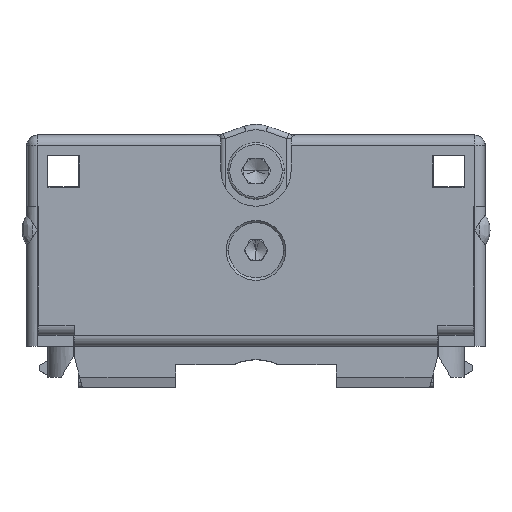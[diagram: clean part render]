
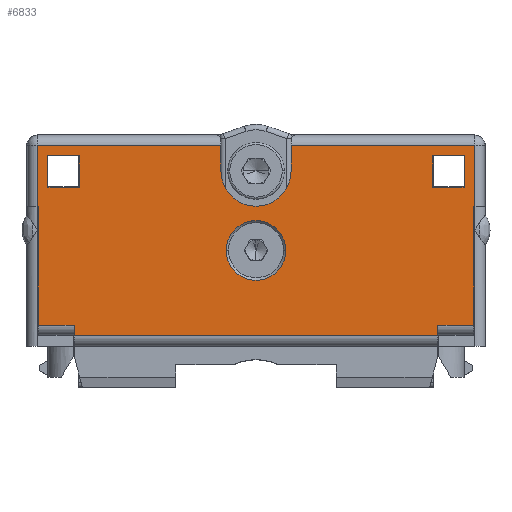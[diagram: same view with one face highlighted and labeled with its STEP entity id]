
A CAD part, top view. The second image highlights one B-rep face of the part: STEP entity #6833.
In plain terms, the highlighted planar face has unit normal (0, 0, 1).
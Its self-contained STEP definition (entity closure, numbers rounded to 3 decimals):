
#6=DIRECTION('',(1.,0.,0.));
#7=VECTOR('',#6,3.475);
#8=CARTESIAN_POINT('',(-21.135,2.02,15.02));
#9=LINE('',#8,#7);
#634=DIRECTION('',(0.,-1.,0.));
#635=VECTOR('',#634,2.5);
#636=CARTESIAN_POINT('',(-3.4,19.47,15.02));
#637=LINE('',#636,#635);
#638=CARTESIAN_POINT('',(0.,16.97,15.02));
#639=DIRECTION('',(0.,0.,1.));
#640=DIRECTION('',(-1.,0.,0.));
#641=AXIS2_PLACEMENT_3D('',#638,#639,#640);
#643=DIRECTION('',(0.,-1.,0.));
#644=VECTOR('',#643,2.5);
#645=CARTESIAN_POINT('',(3.4,19.47,15.02));
#646=LINE('',#645,#644);
#647=DIRECTION('',(1.,0.,0.));
#648=VECTOR('',#647,0.075);
#649=CARTESIAN_POINT('',(21.135,13.52,15.02));
#650=LINE('',#649,#648);
#651=DIRECTION('',(0.,1.,0.));
#652=VECTOR('',#651,11.5);
#653=CARTESIAN_POINT('',(21.135,2.02,15.02));
#654=LINE('',#653,#652);
#655=DIRECTION('',(0.,1.,0.));
#656=VECTOR('',#655,1.05);
#657=CARTESIAN_POINT('',(17.66,0.97,15.02));
#658=LINE('',#657,#656);
#659=DIRECTION('',(0.,-1.,0.));
#660=VECTOR('',#659,1.05);
#661=CARTESIAN_POINT('',(-17.66,2.02,15.02));
#662=LINE('',#661,#660);
#663=DIRECTION('',(0.,-1.,0.));
#664=VECTOR('',#663,11.5);
#665=CARTESIAN_POINT('',(-21.135,13.52,15.02));
#666=LINE('',#665,#664);
#667=DIRECTION('',(1.,0.,0.));
#668=VECTOR('',#667,0.075);
#669=CARTESIAN_POINT('',(-21.21,13.52,15.02));
#670=LINE('',#669,#668);
#671=CARTESIAN_POINT('',(0.,9.27,15.02));
#672=DIRECTION('',(0.,0.,-1.));
#673=DIRECTION('',(-1.,0.,0.));
#674=AXIS2_PLACEMENT_3D('',#671,#672,#673);
#676=CARTESIAN_POINT('',(0.,9.27,15.02));
#677=DIRECTION('',(0.,0.,-1.));
#678=DIRECTION('',(1.,0.,0.));
#679=AXIS2_PLACEMENT_3D('',#676,#677,#678);
#681=DIRECTION('',(0.,1.,0.));
#682=VECTOR('',#681,3.);
#683=CARTESIAN_POINT('',(-20.26,15.47,15.02));
#684=LINE('',#683,#682);
#685=DIRECTION('',(-1.,0.,0.));
#686=VECTOR('',#685,3.);
#687=CARTESIAN_POINT('',(-17.21,15.42,15.02));
#688=LINE('',#687,#686);
#689=DIRECTION('',(0.,-1.,0.));
#690=VECTOR('',#689,3.);
#691=CARTESIAN_POINT('',(-17.16,18.47,15.02));
#692=LINE('',#691,#690);
#693=DIRECTION('',(1.,0.,0.));
#694=VECTOR('',#693,3.);
#695=CARTESIAN_POINT('',(-20.21,18.52,15.02));
#696=LINE('',#695,#694);
#697=DIRECTION('',(-1.,0.,0.));
#698=VECTOR('',#697,3.);
#699=CARTESIAN_POINT('',(20.21,15.42,15.02));
#700=LINE('',#699,#698);
#701=DIRECTION('',(0.,-1.,0.));
#702=VECTOR('',#701,3.);
#703=CARTESIAN_POINT('',(20.26,18.47,15.02));
#704=LINE('',#703,#702);
#705=DIRECTION('',(1.,0.,0.));
#706=VECTOR('',#705,3.);
#707=CARTESIAN_POINT('',(17.21,18.52,15.02));
#708=LINE('',#707,#706);
#709=DIRECTION('',(0.,1.,0.));
#710=VECTOR('',#709,3.);
#711=CARTESIAN_POINT('',(17.16,15.47,15.02));
#712=LINE('',#711,#710);
#713=DIRECTION('',(-1.,0.,0.));
#714=VECTOR('',#713,17.81);
#715=CARTESIAN_POINT('',(21.21,19.47,15.02));
#716=LINE('',#715,#714);
#746=DIRECTION('',(0.,1.,0.));
#747=VECTOR('',#746,5.95);
#748=CARTESIAN_POINT('',(21.21,13.52,15.02));
#749=LINE('',#748,#747);
#763=DIRECTION('',(1.,0.,0.));
#764=VECTOR('',#763,3.475);
#765=CARTESIAN_POINT('',(17.66,2.02,15.02));
#766=LINE('',#765,#764);
#918=DIRECTION('',(1.,0.,0.));
#919=VECTOR('',#918,35.32);
#920=CARTESIAN_POINT('',(-17.66,0.97,15.02));
#921=LINE('',#920,#919);
#998=DIRECTION('',(0.,-1.,0.));
#999=VECTOR('',#998,5.95);
#1000=CARTESIAN_POINT('',(-21.21,19.47,15.02));
#1001=LINE('',#1000,#999);
#1017=DIRECTION('',(-1.,0.,0.));
#1018=VECTOR('',#1017,17.81);
#1019=CARTESIAN_POINT('',(-3.4,19.47,15.02));
#1020=LINE('',#1019,#1018);
#4531=CARTESIAN_POINT('',(-20.21,15.47,15.02));
#4532=DIRECTION('',(0.,0.,1.));
#4533=DIRECTION('',(-1.,0.,0.));
#4534=AXIS2_PLACEMENT_3D('',#4531,#4532,#4533);
#4549=CARTESIAN_POINT('',(-17.21,15.47,15.02));
#4550=DIRECTION('',(0.,0.,1.));
#4551=DIRECTION('',(0.,-1.,0.));
#4552=AXIS2_PLACEMENT_3D('',#4549,#4550,#4551);
#4603=CARTESIAN_POINT('',(-20.21,18.47,15.02));
#4604=DIRECTION('',(0.,0.,1.));
#4605=DIRECTION('',(0.,1.,0.));
#4606=AXIS2_PLACEMENT_3D('',#4603,#4604,#4605);
#4641=CARTESIAN_POINT('',(-17.21,18.47,15.02));
#4642=DIRECTION('',(0.,0.,1.));
#4643=DIRECTION('',(1.,0.,0.));
#4644=AXIS2_PLACEMENT_3D('',#4641,#4642,#4643);
#4659=CARTESIAN_POINT('',(20.21,15.47,15.02));
#4660=DIRECTION('',(0.,0.,1.));
#4661=DIRECTION('',(0.,-1.,0.));
#4662=AXIS2_PLACEMENT_3D('',#4659,#4660,#4661);
#4693=CARTESIAN_POINT('',(17.21,15.47,15.02));
#4694=DIRECTION('',(0.,0.,1.));
#4695=DIRECTION('',(-1.,0.,0.));
#4696=AXIS2_PLACEMENT_3D('',#4693,#4694,#4695);
#4731=CARTESIAN_POINT('',(17.21,18.47,15.02));
#4732=DIRECTION('',(0.,0.,1.));
#4733=DIRECTION('',(0.,1.,0.));
#4734=AXIS2_PLACEMENT_3D('',#4731,#4732,#4733);
#4769=CARTESIAN_POINT('',(20.21,18.47,15.02));
#4770=DIRECTION('',(0.,0.,1.));
#4771=DIRECTION('',(1.,0.,0.));
#4772=AXIS2_PLACEMENT_3D('',#4769,#4770,#4771);
#5625=CARTESIAN_POINT('',(17.66,2.02,15.02));
#5626=CARTESIAN_POINT('',(21.135,2.02,15.02));
#5627=VERTEX_POINT('',#5625);
#5628=VERTEX_POINT('',#5626);
#5631=CARTESIAN_POINT('',(-17.66,0.97,15.02));
#5632=CARTESIAN_POINT('',(17.66,0.97,15.02));
#5633=VERTEX_POINT('',#5631);
#5634=VERTEX_POINT('',#5632);
#5635=CARTESIAN_POINT('',(-21.135,2.02,15.02));
#5636=CARTESIAN_POINT('',(-17.66,2.02,15.02));
#5637=VERTEX_POINT('',#5635);
#5638=VERTEX_POINT('',#5636);
#5641=CARTESIAN_POINT('',(21.135,13.52,15.02));
#5642=VERTEX_POINT('',#5641);
#5643=CARTESIAN_POINT('',(-21.135,13.52,15.02));
#5644=VERTEX_POINT('',#5643);
#5649=CARTESIAN_POINT('',(-3.4,16.97,15.02));
#5650=CARTESIAN_POINT('',(3.4,16.97,15.02));
#5651=VERTEX_POINT('',#5649);
#5652=VERTEX_POINT('',#5650);
#5689=CARTESIAN_POINT('',(21.21,13.52,15.02));
#5690=CARTESIAN_POINT('',(21.21,19.47,15.02));
#5691=VERTEX_POINT('',#5689);
#5692=VERTEX_POINT('',#5690);
#5697=CARTESIAN_POINT('',(3.4,19.47,15.02));
#5698=VERTEX_POINT('',#5697);
#5699=CARTESIAN_POINT('',(-3.4,19.47,15.02));
#5700=CARTESIAN_POINT('',(-21.21,19.47,15.02));
#5701=VERTEX_POINT('',#5699);
#5702=VERTEX_POINT('',#5700);
#5707=CARTESIAN_POINT('',(-21.21,13.52,15.02));
#5708=VERTEX_POINT('',#5707);
#5737=CARTESIAN_POINT('',(-2.9,9.27,15.02));
#5738=CARTESIAN_POINT('',(2.9,9.27,15.02));
#5739=VERTEX_POINT('',#5737);
#5740=VERTEX_POINT('',#5738);
#5782=CARTESIAN_POINT('',(-17.21,15.42,15.02));
#5784=VERTEX_POINT('',#5782);
#5786=CARTESIAN_POINT('',(-17.16,15.47,15.02));
#5788=VERTEX_POINT('',#5786);
#5790=CARTESIAN_POINT('',(-20.26,15.47,15.02));
#5792=VERTEX_POINT('',#5790);
#5794=CARTESIAN_POINT('',(-20.21,15.42,15.02));
#5796=VERTEX_POINT('',#5794);
#5798=CARTESIAN_POINT('',(-20.21,18.52,15.02));
#5800=VERTEX_POINT('',#5798);
#5802=CARTESIAN_POINT('',(-20.26,18.47,15.02));
#5804=VERTEX_POINT('',#5802);
#5806=CARTESIAN_POINT('',(-17.16,18.47,15.02));
#5808=VERTEX_POINT('',#5806);
#5810=CARTESIAN_POINT('',(-17.21,18.52,15.02));
#5812=VERTEX_POINT('',#5810);
#5814=CARTESIAN_POINT('',(17.16,15.47,15.02));
#5816=VERTEX_POINT('',#5814);
#5818=CARTESIAN_POINT('',(17.21,15.42,15.02));
#5820=VERTEX_POINT('',#5818);
#5822=CARTESIAN_POINT('',(17.21,18.52,15.02));
#5824=VERTEX_POINT('',#5822);
#5826=CARTESIAN_POINT('',(17.16,18.47,15.02));
#5828=VERTEX_POINT('',#5826);
#5830=CARTESIAN_POINT('',(20.26,18.47,15.02));
#5832=VERTEX_POINT('',#5830);
#5834=CARTESIAN_POINT('',(20.21,18.52,15.02));
#5836=VERTEX_POINT('',#5834);
#5838=CARTESIAN_POINT('',(20.21,15.42,15.02));
#5840=VERTEX_POINT('',#5838);
#5842=CARTESIAN_POINT('',(20.26,15.47,15.02));
#5844=VERTEX_POINT('',#5842);
#6760=CARTESIAN_POINT('',(0.,20.47,15.02));
#6761=DIRECTION('',(0.,0.,1.));
#6762=DIRECTION('',(-1.,0.,0.));
#6763=AXIS2_PLACEMENT_3D('',#6760,#6761,#6762);
#6764=PLANE('',#6763);
#6765=ORIENTED_EDGE('',*,*,#6416,.T.);
#6766=ORIENTED_EDGE('',*,*,#6432,.T.);
#6767=ORIENTED_EDGE('',*,*,#6448,.F.);
#6769=ORIENTED_EDGE('',*,*,#6768,.F.);
#6771=ORIENTED_EDGE('',*,*,#6770,.F.);
#6772=ORIENTED_EDGE('',*,*,#6751,.F.);
#6773=ORIENTED_EDGE('',*,*,#6721,.F.);
#6775=ORIENTED_EDGE('',*,*,#6774,.F.);
#6777=ORIENTED_EDGE('',*,*,#6776,.F.);
#6779=ORIENTED_EDGE('',*,*,#6778,.F.);
#6781=ORIENTED_EDGE('',*,*,#6780,.F.);
#6782=ORIENTED_EDGE('',*,*,#5946,.F.);
#6783=ORIENTED_EDGE('',*,*,#5983,.F.);
#6784=ORIENTED_EDGE('',*,*,#6014,.F.);
#6786=ORIENTED_EDGE('',*,*,#6785,.F.);
#6788=ORIENTED_EDGE('',*,*,#6787,.F.);
#6789=EDGE_LOOP('',(#6765,#6766,#6767,#6769,#6771,#6772,#6773,#6775,#6777,#6779,
#6781,#6782,#6783,#6784,#6786,#6788));
#6790=FACE_OUTER_BOUND('',#6789,.F.);
#6792=ORIENTED_EDGE('',*,*,#6791,.F.);
#6794=ORIENTED_EDGE('',*,*,#6793,.F.);
#6795=EDGE_LOOP('',(#6792,#6794));
#6796=FACE_BOUND('',#6795,.F.);
#6798=ORIENTED_EDGE('',*,*,#6797,.F.);
#6800=ORIENTED_EDGE('',*,*,#6799,.T.);
#6802=ORIENTED_EDGE('',*,*,#6801,.F.);
#6804=ORIENTED_EDGE('',*,*,#6803,.T.);
#6806=ORIENTED_EDGE('',*,*,#6805,.F.);
#6808=ORIENTED_EDGE('',*,*,#6807,.T.);
#6810=ORIENTED_EDGE('',*,*,#6809,.F.);
#6812=ORIENTED_EDGE('',*,*,#6811,.T.);
#6813=EDGE_LOOP('',(#6798,#6800,#6802,#6804,#6806,#6808,#6810,#6812));
#6814=FACE_BOUND('',#6813,.F.);
#6816=ORIENTED_EDGE('',*,*,#6815,.F.);
#6818=ORIENTED_EDGE('',*,*,#6817,.T.);
#6820=ORIENTED_EDGE('',*,*,#6819,.F.);
#6822=ORIENTED_EDGE('',*,*,#6821,.T.);
#6824=ORIENTED_EDGE('',*,*,#6823,.F.);
#6826=ORIENTED_EDGE('',*,*,#6825,.T.);
#6828=ORIENTED_EDGE('',*,*,#6827,.F.);
#6830=ORIENTED_EDGE('',*,*,#6829,.T.);
#6831=EDGE_LOOP('',(#6816,#6818,#6820,#6822,#6824,#6826,#6828,#6830));
#6832=FACE_BOUND('',#6831,.F.);
#6833=ADVANCED_FACE('',(#6790,#6796,#6814,#6832),#6764,.T.);
#642=CIRCLE('',#641,3.4);
#675=CIRCLE('',#674,2.9);
#680=CIRCLE('',#679,2.9);
#4535=CIRCLE('',#4534,0.05);
#4553=CIRCLE('',#4552,0.05);
#4607=CIRCLE('',#4606,0.05);
#4645=CIRCLE('',#4644,0.05);
#4663=CIRCLE('',#4662,0.05);
#4697=CIRCLE('',#4696,0.05);
#4735=CIRCLE('',#4734,0.05);
#4773=CIRCLE('',#4772,0.05);
#5946=EDGE_CURVE('',#5637,#5638,#9,.T.);
#5983=EDGE_CURVE('',#5644,#5637,#666,.T.);
#6014=EDGE_CURVE('',#5708,#5644,#670,.T.);
#6416=EDGE_CURVE('',#5701,#5651,#637,.T.);
#6432=EDGE_CURVE('',#5651,#5652,#642,.T.);
#6448=EDGE_CURVE('',#5698,#5652,#646,.T.);
#6721=EDGE_CURVE('',#5628,#5642,#654,.T.);
#6751=EDGE_CURVE('',#5642,#5691,#650,.T.);
#6768=EDGE_CURVE('',#5692,#5698,#716,.T.);
#6770=EDGE_CURVE('',#5691,#5692,#749,.T.);
#6774=EDGE_CURVE('',#5627,#5628,#766,.T.);
#6776=EDGE_CURVE('',#5634,#5627,#658,.T.);
#6778=EDGE_CURVE('',#5633,#5634,#921,.T.);
#6780=EDGE_CURVE('',#5638,#5633,#662,.T.);
#6785=EDGE_CURVE('',#5702,#5708,#1001,.T.);
#6787=EDGE_CURVE('',#5701,#5702,#1020,.T.);
#6791=EDGE_CURVE('',#5739,#5740,#675,.T.);
#6793=EDGE_CURVE('',#5740,#5739,#680,.T.);
#6797=EDGE_CURVE('',#5792,#5804,#684,.T.);
#6799=EDGE_CURVE('',#5792,#5796,#4535,.T.);
#6801=EDGE_CURVE('',#5784,#5796,#688,.T.);
#6803=EDGE_CURVE('',#5784,#5788,#4553,.T.);
#6805=EDGE_CURVE('',#5808,#5788,#692,.T.);
#6807=EDGE_CURVE('',#5808,#5812,#4645,.T.);
#6809=EDGE_CURVE('',#5800,#5812,#696,.T.);
#6811=EDGE_CURVE('',#5800,#5804,#4607,.T.);
#6815=EDGE_CURVE('',#5840,#5820,#700,.T.);
#6817=EDGE_CURVE('',#5840,#5844,#4663,.T.);
#6819=EDGE_CURVE('',#5832,#5844,#704,.T.);
#6821=EDGE_CURVE('',#5832,#5836,#4773,.T.);
#6823=EDGE_CURVE('',#5824,#5836,#708,.T.);
#6825=EDGE_CURVE('',#5824,#5828,#4735,.T.);
#6827=EDGE_CURVE('',#5816,#5828,#712,.T.);
#6829=EDGE_CURVE('',#5816,#5820,#4697,.T.);
